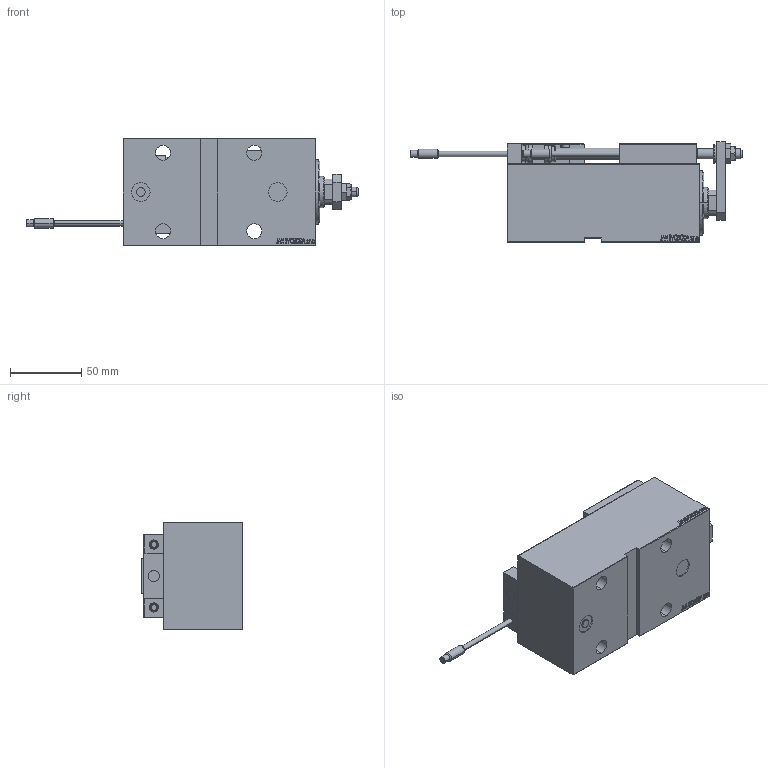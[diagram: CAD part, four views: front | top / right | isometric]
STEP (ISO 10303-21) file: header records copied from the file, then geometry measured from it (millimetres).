
FILE_DESCRIPTION (( 'STEP AP203' ), '1' );
FILE_NAME ('9045.STEP', '2024-02-11T09:06:47', ( '' ), ( '' ), 'SwSTEP 2.0', 'SolidWorks 2019', '' );
FILE_SCHEMA (( 'CONFIG_CONTROL_DESIGN' ));
Length unit declared in the file: millimetre
Products named in the file (16): MAGNET 858a7aabf2c54340dc701b4def962102; SWITCH_X_FRONT_BACK 858a7aabf2c54340dc701b4def962102; V450CM_E_VCP 858a7aabf2c54340dc701b4def962102; NUT_D10 858a7aabf2c54340dc701b4def962102; NUT_D12 858a7aabf2c54340dc701b4def962102; SWITCH X 858a7aabf2c54340dc701b4def962102; KONCOVKA_Y 858a7aabf2c54340dc701b4def962102; 9045; SWITCH DIM B,W 858a7aabf2c54340dc701b4def962102; V450CM_E_Body 858a7aabf2c54340dc701b4def962102; V450CM_VC_B 858a7aabf2c54340dc701b4def962102; ALLEN BOLT D8 858a7aabf2c54340dc701b4def962102; ZARAZKA 858a7aabf2c54340dc701b4def962102; TYC_L79 858a7aabf2c54340dc701b4def962102; ALLEN BOLT D5 858a7aabf2c54340dc701b4def962102; Block 858a7aabf2c54340dc701b4def962102
Assembly tree (25 placements, depth 3):
  9045
    V450CM_E_Body 858a7aabf2c54340dc701b4def962102
    V450CM_E_VCP 858a7aabf2c54340dc701b4def962102
    V450CM_VC_B 858a7aabf2c54340dc701b4def962102
    SWITCH X 858a7aabf2c54340dc701b4def962102
      SWITCH_X_FRONT_BACK 858a7aabf2c54340dc701b4def962102  x2
      TYC_L79 858a7aabf2c54340dc701b4def962102
      Block 858a7aabf2c54340dc701b4def962102  x2
      ALLEN BOLT D5 858a7aabf2c54340dc701b4def962102  x4
      ALLEN BOLT D8 858a7aabf2c54340dc701b4def962102  x4
      MAGNET 858a7aabf2c54340dc701b4def962102  x2
      KONCOVKA_Y 858a7aabf2c54340dc701b4def962102  x2
    SWITCH DIM B,W 858a7aabf2c54340dc701b4def962102
    ZARAZKA 858a7aabf2c54340dc701b4def962102
    NUT_D10 858a7aabf2c54340dc701b4def962102
    NUT_D12 858a7aabf2c54340dc701b4def962102
Bounding box: 232.7 x 70.5 x 75 mm (x, y, z)
Volume: 553587.9 mm3; surface area: 109756.8 mm2
Topology: 24 solids, 24 shells, 1305 faces, 3120 edges, 1990 vertices
Faces by surface type: plane 570, bspline 380, cylinder 182, cone 121, torus 48, sphere 4
Entity records: 50043 total; most frequent: CARTESIAN_POINT 25416, ORIENTED_EDGE 5216, DIRECTION 3503, EDGE_CURVE 2608, VERTEX_POINT 1702, VECTOR 1509, LINE 1509, EDGE_LOOP 1200
